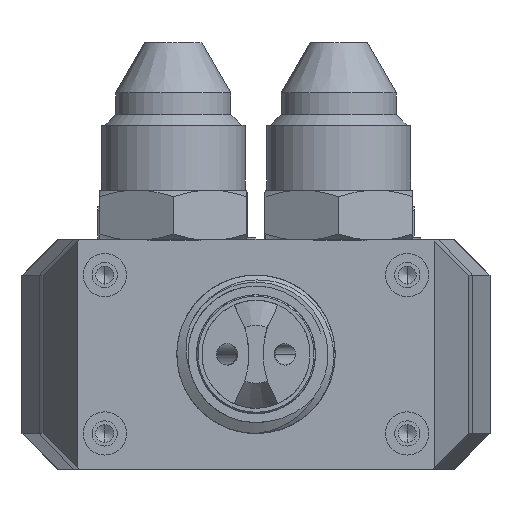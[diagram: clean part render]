
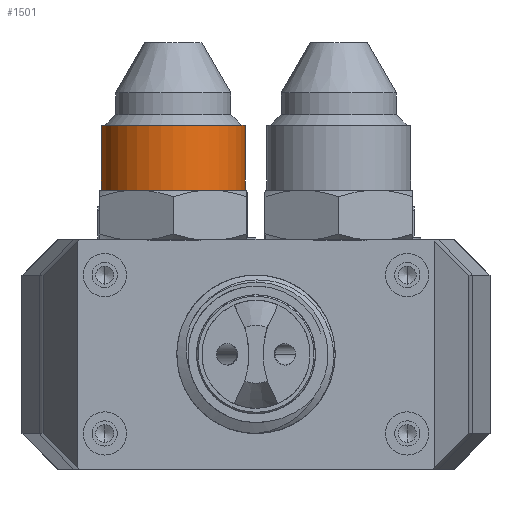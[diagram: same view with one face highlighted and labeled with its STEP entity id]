
A CAD part, front view. The second image highlights one B-rep face of the part: STEP entity #1501.
In plain terms, the highlighted cylindrical face has radius 10 mm (diameter 20 mm), a partial arc.
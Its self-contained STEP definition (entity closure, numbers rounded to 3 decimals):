
#1501 = ADVANCED_FACE ( 'NONE', ( #42603 ), #42239, .T. ) ;
#4580 = LINE ( 'NONE', #38883, #13903 ) ;
#5476 = ORIENTED_EDGE ( 'NONE', *, *, #48027, .T. ) ;
#8155 = CIRCLE ( 'NONE', #38310, 10. ) ;
#9029 = DIRECTION ( 'NONE',  ( -1., 0., 0. ) ) ;
#12305 = DIRECTION ( 'NONE',  ( -1., 0., 0. ) ) ;
#12335 = CIRCLE ( 'NONE', #25568, 10. ) ;
#13903 = VECTOR ( 'NONE', #22238, 1000. ) ;
#14811 = CARTESIAN_POINT ( 'NONE',  ( 10., 13.5, 0. ) ) ;
#17641 = EDGE_LOOP ( 'NONE', ( #28016, #53349, #37002, #5476 ) ) ;
#22238 = DIRECTION ( 'NONE',  ( 0., 1., 0. ) ) ;
#25568 = AXIS2_PLACEMENT_3D ( 'NONE', #45894, #62866, #12305 ) ;
#26516 = CARTESIAN_POINT ( 'NONE',  ( 0., 13.5, 0. ) ) ;
#28016 = ORIENTED_EDGE ( 'NONE', *, *, #44821, .F. ) ;
#31643 = CARTESIAN_POINT ( 'NONE',  ( 0., 44.772, 0. ) ) ;
#37002 = ORIENTED_EDGE ( 'NONE', *, *, #67951, .T. ) ;
#38310 = AXIS2_PLACEMENT_3D ( 'NONE', #26516, #72910, #66149 ) ;
#38883 = CARTESIAN_POINT ( 'NONE',  ( -10., 44.772, 0. ) ) ;
#41681 = LINE ( 'NONE', #59040, #56750 ) ;
#42239 = CYLINDRICAL_SURFACE ( 'NONE', #50883, 10. ) ;
#42603 = FACE_OUTER_BOUND ( 'NONE', #17641, .T. ) ;
#44799 = VERTEX_POINT ( 'NONE', #59408 ) ;
#44821 = EDGE_CURVE ( 'NONE', #67230, #73807, #41681, .T. ) ;
#45894 = CARTESIAN_POINT ( 'NONE',  ( 0., 22.5, 0. ) ) ;
#48027 = EDGE_CURVE ( 'NONE', #44799, #73807, #12335, .T. ) ;
#49758 = DIRECTION ( 'NONE',  ( 0., 1., 0. ) ) ;
#50883 = AXIS2_PLACEMENT_3D ( 'NONE', #31643, #49758, #9029 ) ;
#50982 = CARTESIAN_POINT ( 'NONE',  ( 10., 22.5, 0. ) ) ;
#53349 = ORIENTED_EDGE ( 'NONE', *, *, #53835, .T. ) ;
#53835 = EDGE_CURVE ( 'NONE', #67230, #72651, #8155, .T. ) ;
#56750 = VECTOR ( 'NONE', #71844, 1000. ) ;
#59040 = CARTESIAN_POINT ( 'NONE',  ( 10., 44.772, 0. ) ) ;
#59408 = CARTESIAN_POINT ( 'NONE',  ( -10., 22.5, 0. ) ) ;
#62866 = DIRECTION ( 'NONE',  ( 0., -1., 0. ) ) ;
#66149 = DIRECTION ( 'NONE',  ( -1., 0., 0. ) ) ;
#67230 = VERTEX_POINT ( 'NONE', #14811 ) ;
#67951 = EDGE_CURVE ( 'NONE', #72651, #44799, #4580, .T. ) ;
#68878 = CARTESIAN_POINT ( 'NONE',  ( -10., 13.5, 0. ) ) ;
#71844 = DIRECTION ( 'NONE',  ( 0., 1., 0. ) ) ;
#72651 = VERTEX_POINT ( 'NONE', #68878 ) ;
#72910 = DIRECTION ( 'NONE',  ( 0., 1., 0. ) ) ;
#73807 = VERTEX_POINT ( 'NONE', #50982 ) ;
